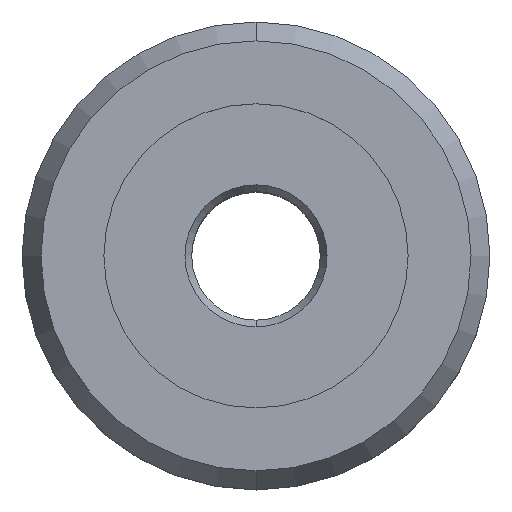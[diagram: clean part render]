
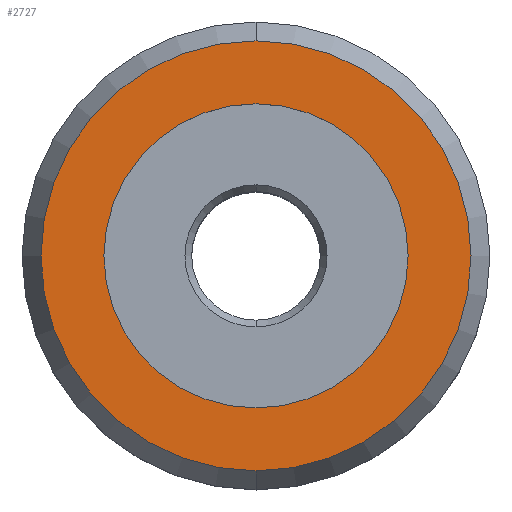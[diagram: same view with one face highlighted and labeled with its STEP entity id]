
A CAD part, top view. The second image highlights one B-rep face of the part: STEP entity #2727.
In plain terms, the highlighted planar face has unit normal (0, 0, 1).
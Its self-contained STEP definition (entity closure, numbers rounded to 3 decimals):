
#2546=CARTESIAN_POINT('',(0.,0.,6.));
#2547=DIRECTION('',(0.,0.,-1.));
#2548=DIRECTION('',(0.,1.,0.));
#2549=AXIS2_PLACEMENT_3D('',#2546,#2547,#2548);
#2554=CARTESIAN_POINT('',(0.,0.,6.));
#2555=DIRECTION('',(0.,0.,1.));
#2556=DIRECTION('',(0.,1.,0.));
#2557=AXIS2_PLACEMENT_3D('',#2554,#2555,#2556);
#2562=CARTESIAN_POINT('',(0.,0.,6.));
#2563=DIRECTION('',(0.,0.,1.));
#2564=DIRECTION('',(0.,1.,0.));
#2565=AXIS2_PLACEMENT_3D('',#2562,#2563,#2564);
#2570=CARTESIAN_POINT('',(0.,0.,6.));
#2571=DIRECTION('',(0.,0.,1.));
#2572=DIRECTION('',(0.,-1.,0.));
#2573=AXIS2_PLACEMENT_3D('',#2570,#2571,#2572);
#2643=CARTESIAN_POINT('',(0.,6.509,6.));
#2645=VERTEX_POINT('',#2643);
#2647=CARTESIAN_POINT('',(0.,-6.509,6.));
#2649=VERTEX_POINT('',#2647);
#2654=CARTESIAN_POINT('',(0.,9.201,6.));
#2655=CARTESIAN_POINT('',(0.,-9.201,6.));
#2656=VERTEX_POINT('',#2654);
#2657=VERTEX_POINT('',#2655);
#2712=CARTESIAN_POINT('',(0.,0.,6.));
#2713=DIRECTION('',(0.,0.,1.));
#2714=DIRECTION('',(0.,-1.,0.));
#2715=AXIS2_PLACEMENT_3D('',#2712,#2713,#2714);
#2716=PLANE('',#2715);
#2718=ORIENTED_EDGE('',*,*,#2717,.F.);
#2720=ORIENTED_EDGE('',*,*,#2719,.F.);
#2721=EDGE_LOOP('',(#2718,#2720));
#2722=FACE_OUTER_BOUND('',#2721,.F.);
#2723=ORIENTED_EDGE('',*,*,#2692,.F.);
#2724=ORIENTED_EDGE('',*,*,#2669,.T.);
#2725=EDGE_LOOP('',(#2723,#2724));
#2726=FACE_BOUND('',#2725,.F.);
#2550=CIRCLE('',#2549,6.509);
#2558=CIRCLE('',#2557,6.509);
#2566=CIRCLE('',#2565,9.201);
#2574=CIRCLE('',#2573,9.201);
#2669=EDGE_CURVE('',#2645,#2649,#2558,.T.);
#2692=EDGE_CURVE('',#2645,#2649,#2550,.T.);
#2717=EDGE_CURVE('',#2656,#2657,#2566,.T.);
#2719=EDGE_CURVE('',#2657,#2656,#2574,.T.);
#2727=ADVANCED_FACE('',(#2722,#2726),#2716,.T.);
